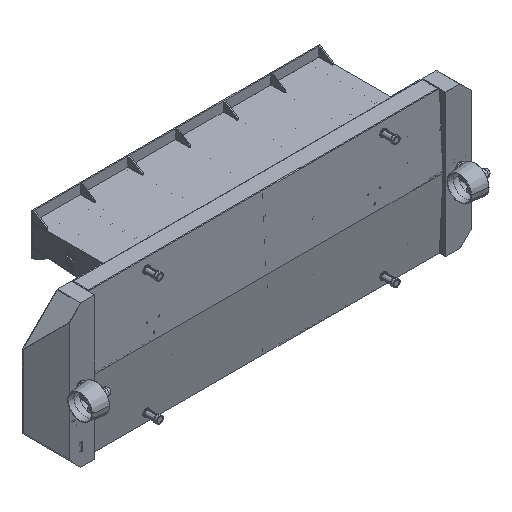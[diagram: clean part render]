
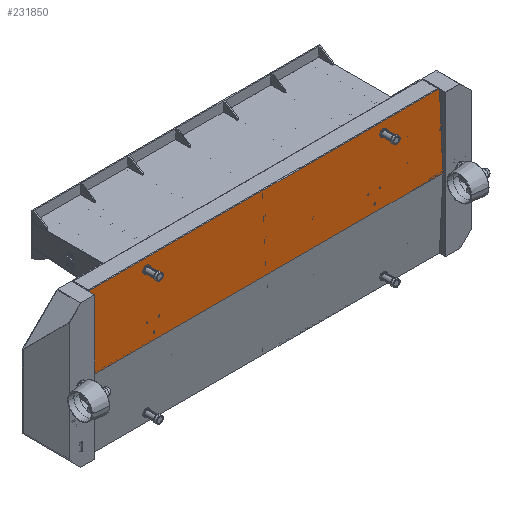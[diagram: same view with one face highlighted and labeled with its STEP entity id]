
A CAD part, isometric view. The second image highlights one B-rep face of the part: STEP entity #231850.
In plain terms, the highlighted face is planar.
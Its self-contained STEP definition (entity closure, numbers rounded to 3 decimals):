
#231460=CARTESIAN_POINT('',(-200.,60.,0.));
#231470=DIRECTION('',(-0.052,-0.999,0.));
#231480=DIRECTION('',(0.999,-0.052,0.));
#231490=AXIS2_PLACEMENT_3D('',#231460,#231470,#231480);
#231500=PLANE('',#231490);
#231510=CARTESIAN_POINT('',(0.,49.565,500.));
#231520=DIRECTION('',(0.999,-0.052,0.));
#231530=VECTOR('',#231520,1.);
#231540=LINE('',#231510,#231530);
#231550=CARTESIAN_POINT('',(-203.008,60.157,500.));
#231560=VERTEX_POINT('',#231550);
#231570=CARTESIAN_POINT('',(0.,49.565,500.));
#231580=VERTEX_POINT('',#231570);
#231590=EDGE_CURVE('',#231560,#231580,#231540,.T.);
#231600=ORIENTED_EDGE('',*,*,#231590,.T.);
#231610=CARTESIAN_POINT('',(-203.008,60.157,0.));
#231620=DIRECTION('',(0.,0.,-1.));
#231630=VECTOR('',#231620,1.);
#231640=LINE('',#231610,#231630);
#231650=CARTESIAN_POINT('',(-203.008,60.157,-500.));
#231660=VERTEX_POINT('',#231650);
#231670=EDGE_CURVE('',#231560,#231660,#231640,.T.);
#231680=ORIENTED_EDGE('',*,*,#231670,.F.);
#231690=CARTESIAN_POINT('',(0.,49.565,-500.));
#231700=DIRECTION('',(0.999,-0.052,0.));
#231710=VECTOR('',#231700,1.);
#231720=LINE('',#231690,#231710);
#231730=CARTESIAN_POINT('',(0.,49.565,-500.));
#231740=VERTEX_POINT('',#231730);
#231750=EDGE_CURVE('',#231660,#231740,#231720,.T.);
#231760=ORIENTED_EDGE('',*,*,#231750,.F.);
#231770=CARTESIAN_POINT('',(0.,49.565,0.));
#231780=DIRECTION('',(0.,0.,1.));
#231790=VECTOR('',#231780,1.);
#231800=LINE('',#231770,#231790);
#231810=EDGE_CURVE('',#231740,#231580,#231800,.T.);
#231820=ORIENTED_EDGE('',*,*,#231810,.F.);
#231830=EDGE_LOOP('',(#231820,#231760,#231680,#231600));
#231840=FACE_OUTER_BOUND('',#231830,.T.);
#231850=ADVANCED_FACE('',(#231840),#231500,.F.);
